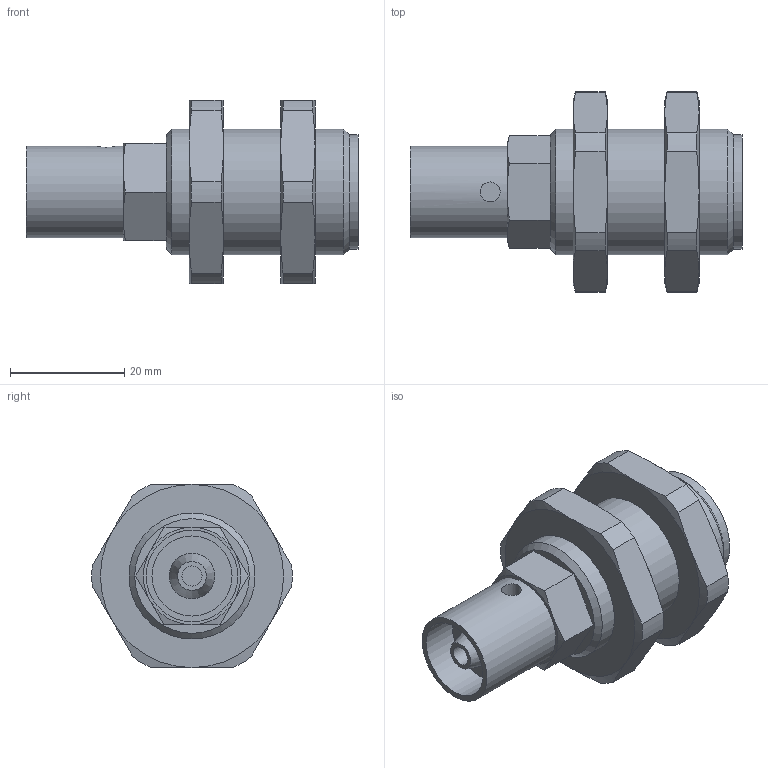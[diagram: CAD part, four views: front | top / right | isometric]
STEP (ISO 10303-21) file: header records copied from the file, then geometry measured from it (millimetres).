
FILE_DESCRIPTION(/* description */ ('STEP AP214'),/* implementation_level */ '2;1');
FILE_NAME(/* name */ '3649_RFL-4',/* time_stamp */ '2024-09-14T22:21:37+02:00',/* author */ ('License CC BY-ND 4.0'),/* organization */ ('CADENAS'),/* preprocessor_version */ 'ST-DEVELOPER v19.3',/* originating_system */ 'PARTsolutions',/* authorisation */ ' ');
FILE_SCHEMA (('AUTOMOTIVE_DESIGN {1 0 10303 214 3 1 1}'));
Length unit declared in the file: millimetre
Products named in the file (1): 3649 RFL-4
Bounding box: 58 x 35.01 x 32 mm (x, y, z)
Volume: 21706.5 mm3; surface area: 7690.3 mm2
Topology: 1 solids, 1 shells, 113 faces, 248 edges, 154 vertices
Faces by surface type: plane 53, cone 35, cylinder 25
Full cylindrical faces by diameter (mm): 3.5 x2, 4 x2, 5 x1, 6 x1, 14 x1, 16 x1, 18 x1, 20 x1, 22 x3
Entity records: 3067 total; most frequent: CARTESIAN_POINT 684, DIRECTION 482, ORIENTED_EDGE 456, EDGE_CURVE 228, AXIS2_PLACEMENT_3D 201, VERTEX_POINT 152, EDGE_LOOP 148, FACE_BOUND 148
